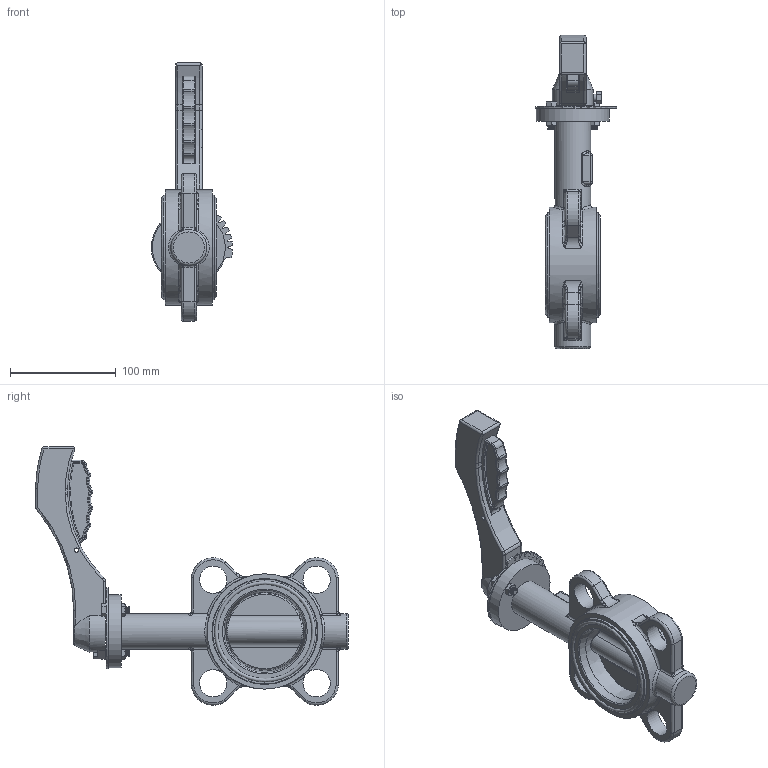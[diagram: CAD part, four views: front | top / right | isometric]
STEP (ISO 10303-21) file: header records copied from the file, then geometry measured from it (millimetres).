
FILE_DESCRIPTION(/* description */ (''),/* implementation_level */ '2;1');
FILE_NAME(/* name */ 'PPS1 RSI63BB.x_t.ipt.stp',/* time_stamp */ '2021-12-23T10:58:11+01:00',/* author */ ('Utilisateur'),/* organization */ (''),/* preprocessor_version */ 'ST-DEVELOPER v18.1',/* originating_system */ 'Autodesk Inventor 2021',/* authorisation */ '');
FILE_SCHEMA (('AUTOMOTIVE_DESIGN { 1 0 10303 214 3 1 1 }'));
Length unit declared in the file: metre
Products named in the file (1): PPS1 RSI63BB.x_t
Bounding box: 76.8 x 295.78 x 244.11 mm (x, y, z)
Volume: 643286.7 mm3; surface area: 116562.4 mm2
Topology: 1 solids, 7 shells, 551 faces, 1416 edges, 856 vertices
Faces by surface type: cylinder 161, plane 133, torus 96, bspline 88, cone 65, sphere 8
Full cylindrical faces by diameter (mm): 4.2 x1, 5.175 x6, 6.639 x2, 10 x1, 18.891 x1, 22 x1, 22.96 x1, 25.852 x4, 33.72 x1, 33.974 x1, 69 x1, 72.801 x2, 98.912 x2, 100.102 x2, 109.028 x1
Entity records: 24032 total; most frequent: CARTESIAN_POINT 10681, ORIENTED_EDGE 2772, DIRECTION 2651, EDGE_CURVE 1386, AXIS2_PLACEMENT_3D 1110, VERTEX_POINT 856, CIRCLE 634, EDGE_LOOP 580
